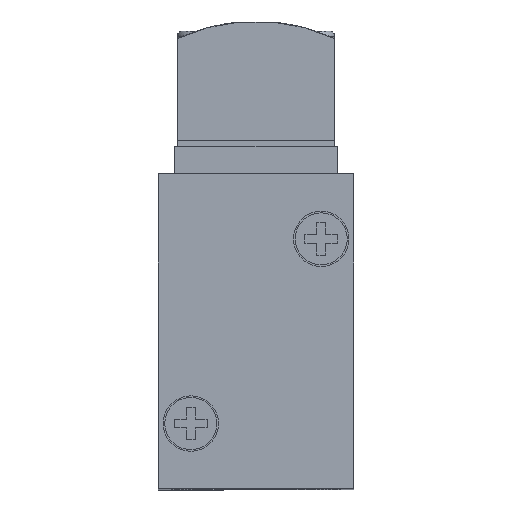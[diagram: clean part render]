
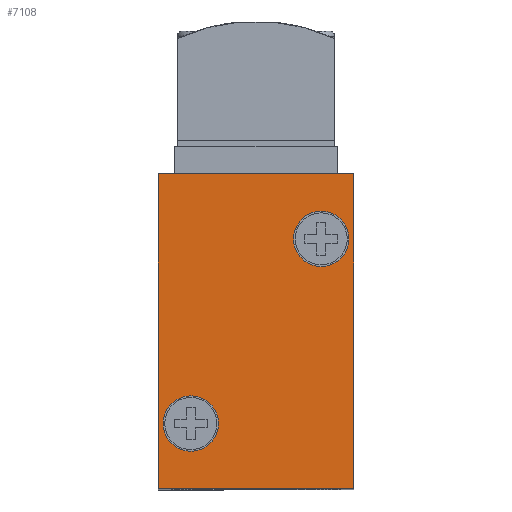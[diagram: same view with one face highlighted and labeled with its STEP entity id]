
A CAD part, top view. The second image highlights one B-rep face of the part: STEP entity #7108.
In plain terms, the highlighted planar face has unit normal (0, 0, 1).
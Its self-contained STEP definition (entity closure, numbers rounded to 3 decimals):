
#100 = CARTESIAN_POINT ( 'NONE',  ( 3.45, -6., 2.5 ) ) ;
#107 = CARTESIAN_POINT ( 'NONE',  ( -9., 0., 2.5 ) ) ;
#1227 = CIRCLE ( 'NONE', #6891, 2.55 ) ;
#1243 = LINE ( 'NONE', #3051, #1244 ) ;
#1244 = VECTOR ( 'NONE', #3052, 1000. ) ;
#1251 = LINE ( 'NONE', #3059, #1252 ) ;
#1252 = VECTOR ( 'NONE', #3060, 1000. ) ;
#1409 = PLANE ( 'NONE',  #6803 ) ;
#1410 = CARTESIAN_POINT ( 'NONE',  ( -9., -29., 2.5 ) ) ;
#1411 = DIRECTION ( 'NONE',  ( 0., 0., 1. ) ) ;
#1412 = DIRECTION ( 'NONE',  ( 1., 0., 0. ) ) ;
#2162 = LINE ( 'NONE', #3091, #2164 ) ;
#2163 = CIRCLE ( 'NONE', #6897, 2.55 ) ;
#2164 = VECTOR ( 'NONE', #3092, 1000. ) ;
#2165 = LINE ( 'NONE', #3093, #2166 ) ;
#2166 = VECTOR ( 'NONE', #3094, 1000. ) ;
#3028 = CARTESIAN_POINT ( 'NONE',  ( 6., -6., 2.5 ) ) ;
#3029 = DIRECTION ( 'NONE',  ( 0., 0., 1. ) ) ;
#3030 = DIRECTION ( 'NONE',  ( 1., 0., 0. ) ) ;
#3051 = CARTESIAN_POINT ( 'NONE',  ( 9., -29., 2.5 ) ) ;
#3052 = DIRECTION ( 'NONE',  ( 0., 1., 0. ) ) ;
#3059 = CARTESIAN_POINT ( 'NONE',  ( -9., -29., 2.5 ) ) ;
#3060 = DIRECTION ( 'NONE',  ( 1., 0., 0. ) ) ;
#3088 = CARTESIAN_POINT ( 'NONE',  ( -6., -23., 2.5 ) ) ;
#3089 = DIRECTION ( 'NONE',  ( 0., 0., 1. ) ) ;
#3090 = DIRECTION ( 'NONE',  ( 1., 0., 0. ) ) ;
#3091 = CARTESIAN_POINT ( 'NONE',  ( -9., 0., 2.5 ) ) ;
#3092 = DIRECTION ( 'NONE',  ( 1., 0., 0. ) ) ;
#3093 = CARTESIAN_POINT ( 'NONE',  ( -9., -29., 2.5 ) ) ;
#3094 = DIRECTION ( 'NONE',  ( 0., 1., 0. ) ) ;
#3335 = CARTESIAN_POINT ( 'NONE',  ( -8.55, -23., 2.5 ) ) ;
#3339 = CARTESIAN_POINT ( 'NONE',  ( -9., -29., 2.5 ) ) ;
#3356 = CARTESIAN_POINT ( 'NONE',  ( 8.55, -6., 2.5 ) ) ;
#3431 = CARTESIAN_POINT ( 'NONE',  ( -3.45, -23., 2.5 ) ) ;
#3485 = CARTESIAN_POINT ( 'NONE',  ( 9., 0., 2.5 ) ) ;
#4092 = CIRCLE ( 'NONE', #6724, 2.55 ) ;
#4117 = CIRCLE ( 'NONE', #6727, 2.55 ) ;
#4273 = FACE_BOUND ( 'NONE', #8387, .T. ) ;
#4274 = FACE_BOUND ( 'NONE', #8379, .T. ) ;
#4275 = FACE_OUTER_BOUND ( 'NONE', #8378, .T. ) ;
#4943 = VERTEX_POINT ( 'NONE', #3431 ) ;
#4963 = VERTEX_POINT ( 'NONE', #3485 ) ;
#5039 = VERTEX_POINT ( 'NONE', #3339 ) ;
#5041 = VERTEX_POINT ( 'NONE', #3335 ) ;
#5042 = VERTEX_POINT ( 'NONE', #3356 ) ;
#5132 = VERTEX_POINT ( 'NONE', #100 ) ;
#5148 = VERTEX_POINT ( 'NONE', #107 ) ;
#5534 = ORIENTED_EDGE ( 'NONE', *, *, #8552, .F. ) ;
#5535 = ORIENTED_EDGE ( 'NONE', *, *, #6412, .F. ) ;
#5536 = ORIENTED_EDGE ( 'NONE', *, *, #8525, .F. ) ;
#5537 = ORIENTED_EDGE ( 'NONE', *, *, #6424, .F. ) ;
#5538 = ORIENTED_EDGE ( 'NONE', *, *, #8553, .F. ) ;
#5539 = ORIENTED_EDGE ( 'NONE', *, *, #8554, .F. ) ;
#5540 = ORIENTED_EDGE ( 'NONE', *, *, #8539, .T. ) ;
#5541 = ORIENTED_EDGE ( 'NONE', *, *, #8535, .T. ) ;
#5806 = VERTEX_POINT ( 'NONE', #7559 ) ;
#6412 = EDGE_CURVE ( 'NONE', #5041, #4943, #4092, .T. ) ;
#6424 = EDGE_CURVE ( 'NONE', #5132, #5042, #4117, .T. ) ;
#6724 = AXIS2_PLACEMENT_3D ( 'NONE', #7913, #7914, #7915 ) ;
#6727 = AXIS2_PLACEMENT_3D ( 'NONE', #7940, #7941, #7942 ) ;
#6803 = AXIS2_PLACEMENT_3D ( 'NONE', #1410, #1411, #1412 ) ;
#6891 = AXIS2_PLACEMENT_3D ( 'NONE', #3028, #3029, #3030 ) ;
#6897 = AXIS2_PLACEMENT_3D ( 'NONE', #3088, #3089, #3090 ) ;
#7108 = ADVANCED_FACE ( 'NONE', ( #4273, #4274, #4275 ), #1409, .T. ) ;
#7559 = CARTESIAN_POINT ( 'NONE',  ( 9., -29., 2.5 ) ) ;
#7913 = CARTESIAN_POINT ( 'NONE',  ( -6., -23., 2.5 ) ) ;
#7914 = DIRECTION ( 'NONE',  ( 0., 0., 1. ) ) ;
#7915 = DIRECTION ( 'NONE',  ( 1., 0., 0. ) ) ;
#7940 = CARTESIAN_POINT ( 'NONE',  ( 6., -6., 2.5 ) ) ;
#7941 = DIRECTION ( 'NONE',  ( 0., 0., 1. ) ) ;
#7942 = DIRECTION ( 'NONE',  ( 1., 0., 0. ) ) ;
#8378 = EDGE_LOOP ( 'NONE', ( #5538, #5539, #5540, #5541 ) ) ;
#8379 = EDGE_LOOP ( 'NONE', ( #5536, #5537 ) ) ;
#8387 = EDGE_LOOP ( 'NONE', ( #5534, #5535 ) ) ;
#8525 = EDGE_CURVE ( 'NONE', #5042, #5132, #1227, .T. ) ;
#8535 = EDGE_CURVE ( 'NONE', #5806, #4963, #1243, .T. ) ;
#8539 = EDGE_CURVE ( 'NONE', #5039, #5806, #1251, .T. ) ;
#8552 = EDGE_CURVE ( 'NONE', #4943, #5041, #2163, .T. ) ;
#8553 = EDGE_CURVE ( 'NONE', #5148, #4963, #2162, .T. ) ;
#8554 = EDGE_CURVE ( 'NONE', #5039, #5148, #2165, .T. ) ;
